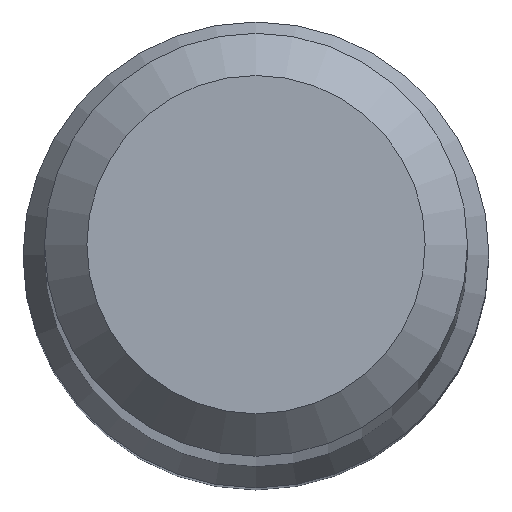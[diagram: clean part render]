
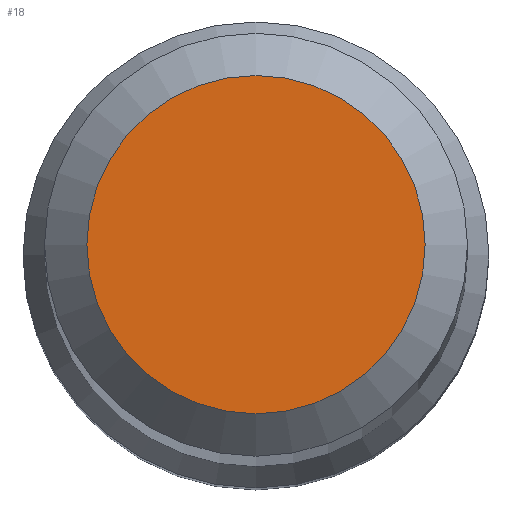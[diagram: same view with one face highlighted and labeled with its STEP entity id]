
A CAD part, top view. The second image highlights one B-rep face of the part: STEP entity #18.
In plain terms, the highlighted planar face has unit normal (0, 0, 1).
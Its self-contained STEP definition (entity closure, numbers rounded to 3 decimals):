
#18 = ADVANCED_FACE ( 'NONE', ( #82 ), #138, .T. ) ;
#45 = VERTEX_POINT ( 'NONE', #98 ) ;
#53 = DIRECTION ( 'NONE',  ( 0., 0., 1. ) ) ;
#59 = AXIS2_PLACEMENT_3D ( 'NONE', #191, #153, #214 ) ;
#66 = ORIENTED_EDGE ( 'NONE', *, *, #200, .F. ) ;
#78 = DIRECTION ( 'NONE',  ( 0., -1., 0. ) ) ;
#82 = FACE_OUTER_BOUND ( 'NONE', #237, .T. ) ;
#98 = CARTESIAN_POINT ( 'NONE',  ( 0., 2.4, 101. ) ) ;
#119 = CARTESIAN_POINT ( 'NONE',  ( 0., 0., 101. ) ) ;
#138 = PLANE ( 'NONE',  #186 ) ;
#153 = DIRECTION ( 'NONE',  ( 0., 0., -1. ) ) ;
#156 = CIRCLE ( 'NONE', #59, 2.4 ) ;
#186 = AXIS2_PLACEMENT_3D ( 'NONE', #119, #53, #78 ) ;
#191 = CARTESIAN_POINT ( 'NONE',  ( 0., 0., 101. ) ) ;
#200 = EDGE_CURVE ( 'NONE', #45, #45, #156, .T. ) ;
#214 = DIRECTION ( 'NONE',  ( 0., 1., 0. ) ) ;
#237 = EDGE_LOOP ( 'NONE', ( #66 ) ) ;
